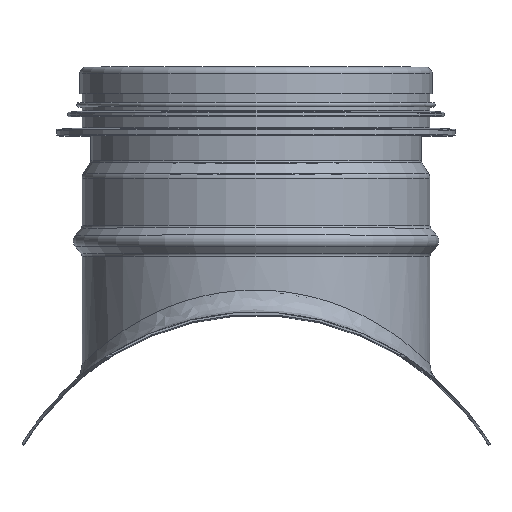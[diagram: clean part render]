
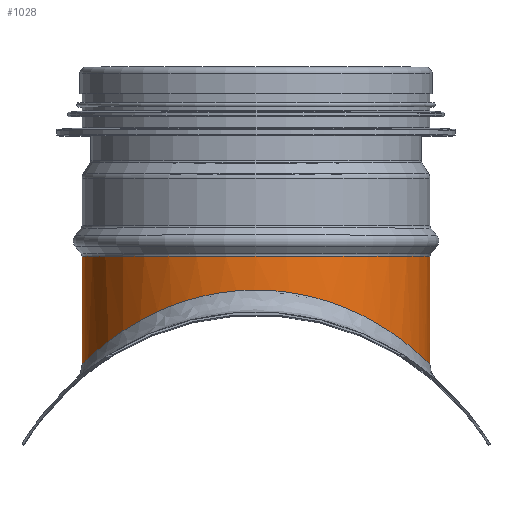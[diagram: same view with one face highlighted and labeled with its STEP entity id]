
A CAD part, top view. The second image highlights one B-rep face of the part: STEP entity #1028.
In plain terms, the highlighted cylindrical face has radius 39.025 mm (diameter 78.05 mm), a full revolution.
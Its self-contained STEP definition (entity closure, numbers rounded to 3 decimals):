
#717=CARTESIAN_POINT('',(0.,66.525,-39.025));
#718=VERTEX_POINT('',#717);
#726=CARTESIAN_POINT('',(0.,66.525,-39.025));
#727=CARTESIAN_POINT('',(3.02,66.526,-39.025));
#728=CARTESIAN_POINT('',(9.061,65.991,-38.315));
#729=CARTESIAN_POINT('',(17.448,63.773,-35.273));
#730=CARTESIAN_POINT('',(24.737,60.578,-30.584));
#731=CARTESIAN_POINT('',(30.734,56.92,-24.542));
#732=CARTESIAN_POINT('',(35.318,53.365,-17.33));
#733=CARTESIAN_POINT('',(38.311,50.601,-9.056));
#734=CARTESIAN_POINT('',(39.384,49.507,-0.002));
#735=CARTESIAN_POINT('',(38.189,50.725,10.068));
#736=CARTESIAN_POINT('',(34.15,54.433,20.002));
#737=CARTESIAN_POINT('',(27.058,59.422,28.87));
#738=CARTESIAN_POINT('',(17.596,63.9,35.485));
#739=CARTESIAN_POINT('',(6.152,66.638,39.178));
#740=CARTESIAN_POINT('',(-6.151,66.636,39.176));
#741=CARTESIAN_POINT('',(-17.597,63.901,35.486));
#742=CARTESIAN_POINT('',(-27.058,59.422,28.87));
#743=CARTESIAN_POINT('',(-34.15,54.432,20.004));
#744=CARTESIAN_POINT('',(-37.821,51.063,10.967));
#745=CARTESIAN_POINT('',(-39.063,49.838,3.039));
#746=CARTESIAN_POINT('',(-39.067,49.826,-5.072));
#747=CARTESIAN_POINT('',(-36.726,52.171,-14.821));
#748=CARTESIAN_POINT('',(-31.396,56.521,-23.868));
#749=CARTESIAN_POINT('',(-24.738,60.574,-30.586));
#750=CARTESIAN_POINT('',(-17.447,63.775,-35.272));
#751=CARTESIAN_POINT('',(-9.061,65.99,-38.315));
#752=CARTESIAN_POINT('',(-3.02,66.525,-39.025));
#753=CARTESIAN_POINT('',(0.,66.525,-39.025));
#754=B_SPLINE_CURVE_WITH_KNOTS('',3,(#726,#727,#728,#729,#730,#731,#732,#733,#734,#735,#736,#737,#738,#739,#740,#741,#742,#743,#744,#745,#746,#747,#748,#749,#750,#751,#752,#753),.UNSPECIFIED.,.T.,.U.,(4,1,1,1,1,1,1,1,1,1,1,1,1,1,1,1,1,1,1,1,1,1,1,1,1,4),(14.313,15.335,16.358,17.38,18.402,19.425,20.447,21.47,22.492,23.855,25.218,26.581,27.944,29.308,30.671,32.034,33.397,34.76,35.442,36.123,37.487,38.85,39.872,40.894,41.917,42.939),.UNSPECIFIED.);
#755=EDGE_CURVE('',#718,#718,#754,.T.);
#1009=CARTESIAN_POINT('',(0.,60.85,0.0));
#1010=DIRECTION('',(0.,1.0,0.0));
#1011=DIRECTION('',(-1.0,0.0,0.0));
#1012=AXIS2_PLACEMENT_3D('',#1009,#1010,#1011);
#1013=CYLINDRICAL_SURFACE('',#1012,39.025);
#1014=CARTESIAN_POINT('',(-39.025,74.1,0.0));
#1015=VERTEX_POINT('',#1014);
#1016=CARTESIAN_POINT('',(0.,74.1,0.0));
#1017=DIRECTION('',(0.0,1.0,0.0));
#1018=DIRECTION('',(-1.0,0.0,0.0));
#1019=AXIS2_PLACEMENT_3D('',#1016,#1017,#1018);
#1020=CIRCLE('',#1019,39.025);
#1021=EDGE_CURVE('',#1015,#1015,#1020,.T.);
#1022=ORIENTED_EDGE('',*,*,#1021,.F.);
#1023=EDGE_LOOP('',(#1022));
#1024=FACE_OUTER_BOUND('',#1023,.T.);
#1025=ORIENTED_EDGE('',*,*,#755,.F.);
#1026=EDGE_LOOP('',(#1025));
#1027=FACE_BOUND('',#1026,.T.);
#1028=ADVANCED_FACE('',(#1024,#1027),#1013,.T.);
